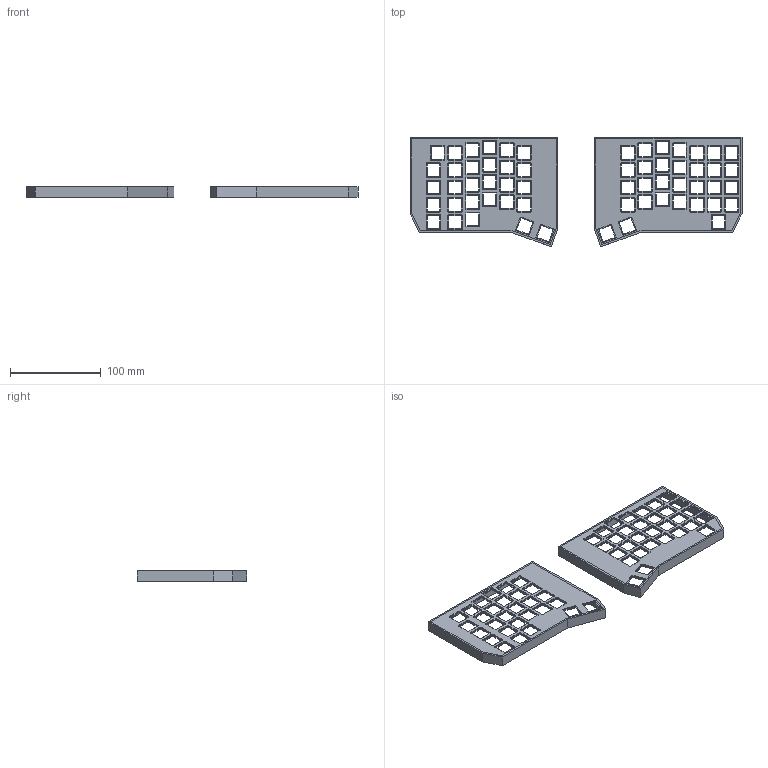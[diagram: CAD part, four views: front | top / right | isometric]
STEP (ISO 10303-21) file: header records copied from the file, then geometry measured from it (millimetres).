
FILE_DESCRIPTION(/* description */ ('STEP AP242','CAx-IF Rec.Pracs.---Representation and Presentation of Product Manufacturing Information (PMI)---4.0---2014-10-13','CAx-IF Rec.Pracs.---3D Tessellated Geometry---0.4---2014-09-14','2;1'),/* implementation_level */ '2;1');
FILE_NAME(/* name */ '6597811d308be67668d7df9a',/* time_stamp */ '2024-01-05T04:10:07Z',/* author */ (''),/* organization */ (''),/* preprocessor_version */ 'ST-DEVELOPER v19.4',/* originating_system */ ' ',/* authorisation */ ' ');
FILE_SCHEMA (('AP242_MANAGED_MODEL_BASED_3D_ENGINEERING_MIM_LF { 1 0 10303 442 1 1 4 }'));
Length unit declared in the file: metre
Products named in the file (64): Walls left; Walls right; Top right; Top left; Switches
Bounding box: 365.95 x 121.14 x 12 mm (x, y, z)
Volume: 64065.7 mm3; surface area: 88559 mm2
Topology: 64 solids, 64 shells, 1374 faces, 3738 edges, 2492 vertices
Faces by surface type: plane 894, cylinder 480
Entity records: 45449 total; most frequent: CARTESIAN_POINT 7668, DIRECTION 7574, ORIENTED_EDGE 7476, EDGE_CURVE 3738, LINE 2778, VECTOR 2778, VERTEX_POINT 2492, AXIS2_PLACEMENT_3D 2398
